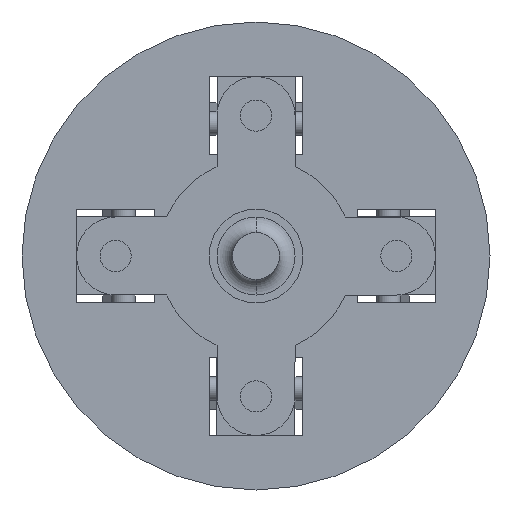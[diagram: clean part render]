
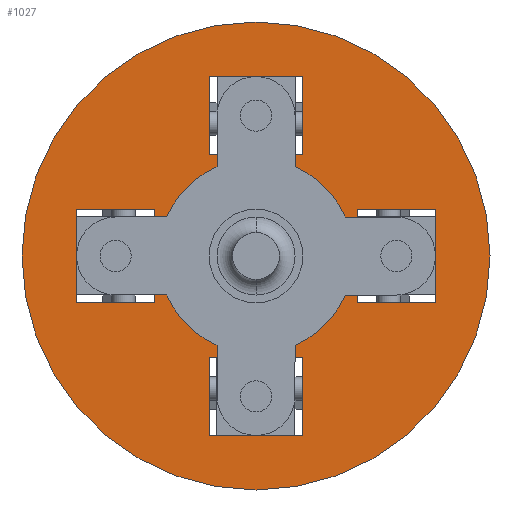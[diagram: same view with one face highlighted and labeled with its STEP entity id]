
A CAD part, front view. The second image highlights one B-rep face of the part: STEP entity #1027.
In plain terms, the highlighted planar face has unit normal (0, -1, 0).
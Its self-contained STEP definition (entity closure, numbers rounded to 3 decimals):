
#12 = DIRECTION ( 'NONE',  ( 0., 0., -1. ) ) ;
#37 = VECTOR ( 'NONE', #4800, 1000. ) ;
#96 = CARTESIAN_POINT ( 'NONE',  ( 0., -15., 0. ) ) ;
#163 = ORIENTED_EDGE ( 'NONE', *, *, #4209, .F. ) ;
#242 = VERTEX_POINT ( 'NONE', #4329 ) ;
#295 = LINE ( 'NONE', #2928, #1112 ) ;
#300 = CARTESIAN_POINT ( 'NONE',  ( -30., -15., 65. ) ) ;
#372 = AXIS2_PLACEMENT_3D ( 'NONE', #96, #2164, #859 ) ;
#387 = CARTESIAN_POINT ( 'NONE',  ( 115., -15., 30. ) ) ;
#398 = VERTEX_POINT ( 'NONE', #2004 ) ;
#560 = DIRECTION ( 'NONE',  ( 0., 1., 0. ) ) ;
#569 = VERTEX_POINT ( 'NONE', #300 ) ;
#659 = CIRCLE ( 'NONE', #3014, 150. ) ;
#697 = VERTEX_POINT ( 'NONE', #894 ) ;
#699 = CARTESIAN_POINT ( 'NONE',  ( -115., -15., 30. ) ) ;
#710 = ORIENTED_EDGE ( 'NONE', *, *, #2198, .F. ) ;
#859 = DIRECTION ( 'NONE',  ( -1., 0., 0. ) ) ;
#894 = CARTESIAN_POINT ( 'NONE',  ( 150., -15., 0. ) ) ;
#943 = LINE ( 'NONE', #1316, #3538 ) ;
#968 = ORIENTED_EDGE ( 'NONE', *, *, #1118, .F. ) ;
#1012 = LINE ( 'NONE', #2399, #4268 ) ;
#1027 = ADVANCED_FACE ( 'NONE', ( #3957, #2612, #4285, #1342, #5245 ), #4766, .F. ) ;
#1092 = EDGE_CURVE ( 'NONE', #1595, #1629, #943, .T. ) ;
#1112 = VECTOR ( 'NONE', #1969, 1000. ) ;
#1118 = EDGE_CURVE ( 'NONE', #1440, #3687, #4313, .T. ) ;
#1145 = VECTOR ( 'NONE', #4135, 1000. ) ;
#1201 = DIRECTION ( 'NONE',  ( -1., 0., 0. ) ) ;
#1222 = EDGE_LOOP ( 'NONE', ( #2098, #1397, #3261, #4643 ) ) ;
#1275 = CARTESIAN_POINT ( 'NONE',  ( 30., -15., -65. ) ) ;
#1279 = CARTESIAN_POINT ( 'NONE',  ( -65., -15., -30. ) ) ;
#1316 = CARTESIAN_POINT ( 'NONE',  ( -115., -15., 30. ) ) ;
#1335 = VECTOR ( 'NONE', #2707, 1000. ) ;
#1342 = FACE_BOUND ( 'NONE', #1686, .T. ) ;
#1397 = ORIENTED_EDGE ( 'NONE', *, *, #1092, .F. ) ;
#1440 = VERTEX_POINT ( 'NONE', #387 ) ;
#1457 = EDGE_CURVE ( 'NONE', #569, #242, #5062, .T. ) ;
#1460 = DIRECTION ( 'NONE',  ( 1., 0., 0. ) ) ;
#1465 = CARTESIAN_POINT ( 'NONE',  ( -30., -15., -65. ) ) ;
#1485 = LINE ( 'NONE', #3767, #4834 ) ;
#1506 = CARTESIAN_POINT ( 'NONE',  ( 30., -15., 115. ) ) ;
#1520 = VECTOR ( 'NONE', #1621, 1000. ) ;
#1540 = DIRECTION ( 'NONE',  ( 0., 1., 0. ) ) ;
#1595 = VERTEX_POINT ( 'NONE', #699 ) ;
#1615 = EDGE_CURVE ( 'NONE', #2788, #1440, #4080, .T. ) ;
#1621 = DIRECTION ( 'NONE',  ( 0., 0., -1. ) ) ;
#1629 = VERTEX_POINT ( 'NONE', #5318 ) ;
#1634 = CARTESIAN_POINT ( 'NONE',  ( 30., -15., 65. ) ) ;
#1686 = EDGE_LOOP ( 'NONE', ( #968, #2317, #4884, #710 ) ) ;
#1691 = CARTESIAN_POINT ( 'NONE',  ( 30., -15., 115. ) ) ;
#1718 = LINE ( 'NONE', #2867, #5019 ) ;
#1734 = EDGE_CURVE ( 'NONE', #2684, #5462, #1485, .T. ) ;
#1785 = VERTEX_POINT ( 'NONE', #1833 ) ;
#1807 = LINE ( 'NONE', #2116, #3727 ) ;
#1833 = CARTESIAN_POINT ( 'NONE',  ( 30., -15., -115. ) ) ;
#1868 = DIRECTION ( 'NONE',  ( -1., 0., 0. ) ) ;
#1909 = DIRECTION ( 'NONE',  ( -1., 0., 0. ) ) ;
#1969 = DIRECTION ( 'NONE',  ( -1., 0., 0. ) ) ;
#2004 = CARTESIAN_POINT ( 'NONE',  ( -150., -15., 0. ) ) ;
#2080 = EDGE_CURVE ( 'NONE', #2759, #2765, #3329, .T. ) ;
#2098 = ORIENTED_EDGE ( 'NONE', *, *, #4482, .F. ) ;
#2116 = CARTESIAN_POINT ( 'NONE',  ( -65., -15., -30. ) ) ;
#2131 = LINE ( 'NONE', #2188, #5386 ) ;
#2158 = VECTOR ( 'NONE', #1201, 1000. ) ;
#2164 = DIRECTION ( 'NONE',  ( 0., 1., 0. ) ) ;
#2177 = EDGE_CURVE ( 'NONE', #242, #2759, #4681, .T. ) ;
#2188 = CARTESIAN_POINT ( 'NONE',  ( 30., -15., -65. ) ) ;
#2198 = EDGE_CURVE ( 'NONE', #3687, #2278, #1718, .T. ) ;
#2278 = VERTEX_POINT ( 'NONE', #4820 ) ;
#2308 = VECTOR ( 'NONE', #3117, 1000. ) ;
#2317 = ORIENTED_EDGE ( 'NONE', *, *, #1615, .F. ) ;
#2361 = CARTESIAN_POINT ( 'NONE',  ( 0., -15., 0. ) ) ;
#2363 = VECTOR ( 'NONE', #3844, 1000. ) ;
#2399 = CARTESIAN_POINT ( 'NONE',  ( -30., -15., -65. ) ) ;
#2533 = VERTEX_POINT ( 'NONE', #5409 ) ;
#2612 = FACE_BOUND ( 'NONE', #1222, .T. ) ;
#2658 = EDGE_CURVE ( 'NONE', #1785, #5211, #2131, .T. ) ;
#2684 = VERTEX_POINT ( 'NONE', #1279 ) ;
#2707 = DIRECTION ( 'NONE',  ( 1., 0., 0. ) ) ;
#2759 = VERTEX_POINT ( 'NONE', #1506 ) ;
#2765 = VERTEX_POINT ( 'NONE', #3621 ) ;
#2788 = VERTEX_POINT ( 'NONE', #4866 ) ;
#2793 = EDGE_LOOP ( 'NONE', ( #4947, #3303 ) ) ;
#2803 = LINE ( 'NONE', #5305, #3201 ) ;
#2867 = CARTESIAN_POINT ( 'NONE',  ( 65., -15., -30. ) ) ;
#2928 = CARTESIAN_POINT ( 'NONE',  ( -65., -15., 30. ) ) ;
#2981 = ORIENTED_EDGE ( 'NONE', *, *, #5250, .F. ) ;
#2999 = CARTESIAN_POINT ( 'NONE',  ( -30., -15., -65. ) ) ;
#3014 = AXIS2_PLACEMENT_3D ( 'NONE', #2361, #1540, #1909 ) ;
#3041 = CARTESIAN_POINT ( 'NONE',  ( 65., -15., 30. ) ) ;
#3117 = DIRECTION ( 'NONE',  ( 0., 0., -1. ) ) ;
#3146 = CARTESIAN_POINT ( 'NONE',  ( 30., -15., 65. ) ) ;
#3174 = ORIENTED_EDGE ( 'NONE', *, *, #1457, .F. ) ;
#3200 = DIRECTION ( 'NONE',  ( -1., 0., 0. ) ) ;
#3201 = VECTOR ( 'NONE', #1460, 1000. ) ;
#3261 = ORIENTED_EDGE ( 'NONE', *, *, #4832, .F. ) ;
#3303 = ORIENTED_EDGE ( 'NONE', *, *, #4215, .F. ) ;
#3306 = EDGE_CURVE ( 'NONE', #398, #697, #659, .T. ) ;
#3329 = LINE ( 'NONE', #1691, #2158 ) ;
#3377 = EDGE_CURVE ( 'NONE', #2533, #1785, #2803, .T. ) ;
#3538 = VECTOR ( 'NONE', #12, 1000. ) ;
#3619 = ORIENTED_EDGE ( 'NONE', *, *, #2177, .F. ) ;
#3621 = CARTESIAN_POINT ( 'NONE',  ( -30., -15., 115. ) ) ;
#3652 = AXIS2_PLACEMENT_3D ( 'NONE', #4054, #560, #3200 ) ;
#3686 = VECTOR ( 'NONE', #5442, 1000. ) ;
#3687 = VERTEX_POINT ( 'NONE', #3041 ) ;
#3701 = ORIENTED_EDGE ( 'NONE', *, *, #4075, .F. ) ;
#3727 = VECTOR ( 'NONE', #5535, 1000. ) ;
#3767 = CARTESIAN_POINT ( 'NONE',  ( -65., -15., 30. ) ) ;
#3844 = DIRECTION ( 'NONE',  ( -1., 0., 0. ) ) ;
#3862 = LINE ( 'NONE', #2999, #2308 ) ;
#3895 = DIRECTION ( 'NONE',  ( 0., 0., 1. ) ) ;
#3928 = CARTESIAN_POINT ( 'NONE',  ( 65., -15., 30. ) ) ;
#3957 = FACE_BOUND ( 'NONE', #4340, .T. ) ;
#4054 = CARTESIAN_POINT ( 'NONE',  ( 0., -15., 0. ) ) ;
#4075 = EDGE_CURVE ( 'NONE', #4744, #2533, #3862, .T. ) ;
#4080 = LINE ( 'NONE', #4965, #1145 ) ;
#4135 = DIRECTION ( 'NONE',  ( 0., 0., 1. ) ) ;
#4209 = EDGE_CURVE ( 'NONE', #5211, #4744, #1012, .T. ) ;
#4215 = EDGE_CURVE ( 'NONE', #697, #398, #5436, .T. ) ;
#4238 = DIRECTION ( 'NONE',  ( 0., 0., 1. ) ) ;
#4268 = VECTOR ( 'NONE', #1868, 1000. ) ;
#4269 = LINE ( 'NONE', #4747, #37 ) ;
#4285 = FACE_BOUND ( 'NONE', #4804, .T. ) ;
#4313 = LINE ( 'NONE', #3928, #2363 ) ;
#4329 = CARTESIAN_POINT ( 'NONE',  ( 30., -15., 65. ) ) ;
#4340 = EDGE_LOOP ( 'NONE', ( #4939, #4763, #3701, #163 ) ) ;
#4482 = EDGE_CURVE ( 'NONE', #1629, #2684, #1807, .T. ) ;
#4519 = EDGE_CURVE ( 'NONE', #2278, #2788, #4269, .T. ) ;
#4628 = DIRECTION ( 'NONE',  ( 0., 0., -1. ) ) ;
#4643 = ORIENTED_EDGE ( 'NONE', *, *, #1734, .F. ) ;
#4681 = LINE ( 'NONE', #1634, #3686 ) ;
#4744 = VERTEX_POINT ( 'NONE', #1465 ) ;
#4747 = CARTESIAN_POINT ( 'NONE',  ( 65., -15., -30. ) ) ;
#4763 = ORIENTED_EDGE ( 'NONE', *, *, #3377, .F. ) ;
#4766 = PLANE ( 'NONE',  #372 ) ;
#4800 = DIRECTION ( 'NONE',  ( 1., 0., 0. ) ) ;
#4804 = EDGE_LOOP ( 'NONE', ( #2981, #5325, #3619, #3174 ) ) ;
#4820 = CARTESIAN_POINT ( 'NONE',  ( 65., -15., -30. ) ) ;
#4832 = EDGE_CURVE ( 'NONE', #5462, #1595, #295, .T. ) ;
#4834 = VECTOR ( 'NONE', #4238, 1000. ) ;
#4866 = CARTESIAN_POINT ( 'NONE',  ( 115., -15., -30. ) ) ;
#4884 = ORIENTED_EDGE ( 'NONE', *, *, #4519, .F. ) ;
#4939 = ORIENTED_EDGE ( 'NONE', *, *, #2658, .F. ) ;
#4945 = CARTESIAN_POINT ( 'NONE',  ( -65., -15., 30. ) ) ;
#4947 = ORIENTED_EDGE ( 'NONE', *, *, #3306, .F. ) ;
#4965 = CARTESIAN_POINT ( 'NONE',  ( 115., -15., -30. ) ) ;
#5007 = LINE ( 'NONE', #5510, #1520 ) ;
#5019 = VECTOR ( 'NONE', #4628, 1000. ) ;
#5062 = LINE ( 'NONE', #3146, #1335 ) ;
#5211 = VERTEX_POINT ( 'NONE', #1275 ) ;
#5245 = FACE_OUTER_BOUND ( 'NONE', #2793, .T. ) ;
#5250 = EDGE_CURVE ( 'NONE', #2765, #569, #5007, .T. ) ;
#5305 = CARTESIAN_POINT ( 'NONE',  ( -30., -15., -115. ) ) ;
#5318 = CARTESIAN_POINT ( 'NONE',  ( -115., -15., -30. ) ) ;
#5325 = ORIENTED_EDGE ( 'NONE', *, *, #2080, .F. ) ;
#5386 = VECTOR ( 'NONE', #3895, 1000. ) ;
#5409 = CARTESIAN_POINT ( 'NONE',  ( -30., -15., -115. ) ) ;
#5436 = CIRCLE ( 'NONE', #3652, 150. ) ;
#5442 = DIRECTION ( 'NONE',  ( 0., 0., 1. ) ) ;
#5462 = VERTEX_POINT ( 'NONE', #4945 ) ;
#5510 = CARTESIAN_POINT ( 'NONE',  ( -30., -15., 65. ) ) ;
#5535 = DIRECTION ( 'NONE',  ( 1., 0., 0. ) ) ;
